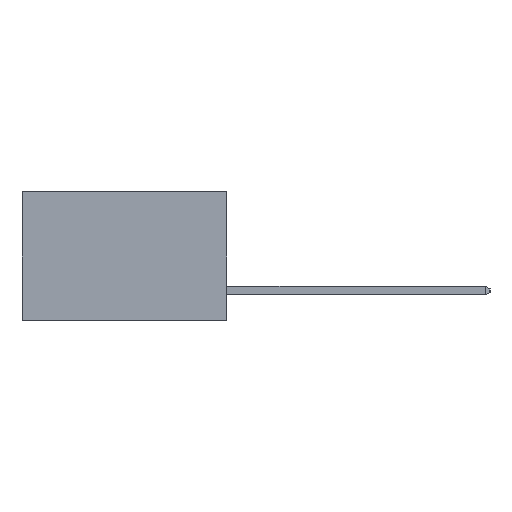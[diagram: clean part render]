
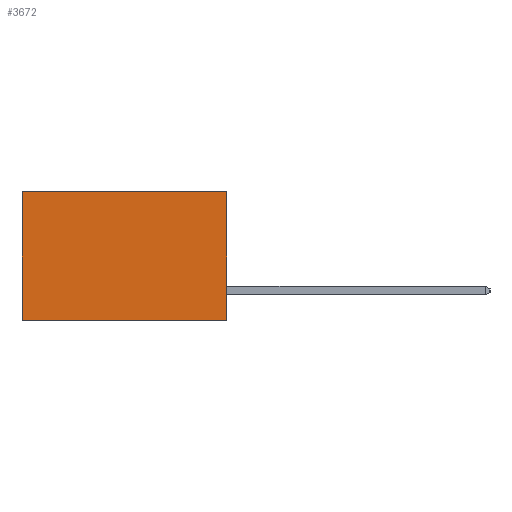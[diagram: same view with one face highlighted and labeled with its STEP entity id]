
A CAD part, left-side view. The second image highlights one B-rep face of the part: STEP entity #3672.
In plain terms, the highlighted planar face has unit normal (-1, 0, 0).
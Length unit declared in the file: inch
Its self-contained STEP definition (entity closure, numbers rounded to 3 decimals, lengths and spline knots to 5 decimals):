
#486 = VECTOR ( 'NONE', #2695, 39.37008 ) ;
#523 = CARTESIAN_POINT ( 'NONE',  ( 0.277, 0., -0.37 ) ) ;
#1218 = VERTEX_POINT ( 'NONE', #5419 ) ;
#1608 = CARTESIAN_POINT ( 'NONE',  ( 0.277, 0.59, -0.37 ) ) ;
#2153 = VERTEX_POINT ( 'NONE', #4327 ) ;
#2681 = DIRECTION ( 'NONE',  ( 0., 0., -1. ) ) ;
#2695 = DIRECTION ( 'NONE',  ( 0., 1., 0. ) ) ;
#2790 = ORIENTED_EDGE ( 'NONE', *, *, #6607, .T. ) ;
#2816 = ORIENTED_EDGE ( 'NONE', *, *, #7809, .F. ) ;
#2854 = ORIENTED_EDGE ( 'NONE', *, *, #9518, .F. ) ;
#2867 = ORIENTED_EDGE ( 'NONE', *, *, #7568, .T. ) ;
#2879 = FACE_OUTER_BOUND ( 'NONE', #12244, .T. ) ;
#3253 = VECTOR ( 'NONE', #6799, 39.37008 ) ;
#3491 = DIRECTION ( 'NONE',  ( 0., 0., -1. ) ) ;
#3672 = ADVANCED_FACE ( 'NONE', ( #2879 ), #7132, .F. ) ;
#4327 = CARTESIAN_POINT ( 'NONE',  ( 0.277, 0., 0. ) ) ;
#5419 = CARTESIAN_POINT ( 'NONE',  ( 0.277, 0., -0.37 ) ) ;
#6222 = CARTESIAN_POINT ( 'NONE',  ( 0.277, 0., 0. ) ) ;
#6607 = EDGE_CURVE ( 'NONE', #8888, #12573, #7544, .T. ) ;
#6799 = DIRECTION ( 'NONE',  ( 0., 0., -1. ) ) ;
#7132 = PLANE ( 'NONE',  #11104 ) ;
#7544 = LINE ( 'NONE', #1608, #10429 ) ;
#7568 = EDGE_CURVE ( 'NONE', #2153, #8888, #11400, .T. ) ;
#7809 = EDGE_CURVE ( 'NONE', #1218, #12573, #8661, .T. ) ;
#8321 = CARTESIAN_POINT ( 'NONE',  ( 0.277, 0.59, 0. ) ) ;
#8331 = CARTESIAN_POINT ( 'NONE',  ( 0.277, 0., -0.37 ) ) ;
#8521 = VECTOR ( 'NONE', #11097, 39.37008 ) ;
#8661 = LINE ( 'NONE', #523, #486 ) ;
#8888 = VERTEX_POINT ( 'NONE', #8321 ) ;
#9518 = EDGE_CURVE ( 'NONE', #2153, #1218, #11200, .T. ) ;
#10429 = VECTOR ( 'NONE', #2681, 39.37008 ) ;
#10613 = CARTESIAN_POINT ( 'NONE',  ( 0.277, 0.59, -0.37 ) ) ;
#11097 = DIRECTION ( 'NONE',  ( 0., 1., 0. ) ) ;
#11104 = AXIS2_PLACEMENT_3D ( 'NONE', #8331, #12570, #3491 ) ;
#11200 = LINE ( 'NONE', #12596, #3253 ) ;
#11400 = LINE ( 'NONE', #6222, #8521 ) ;
#12244 = EDGE_LOOP ( 'NONE', ( #2790, #2816, #2854, #2867 ) ) ;
#12570 = DIRECTION ( 'NONE',  ( 1., 0., 0. ) ) ;
#12573 = VERTEX_POINT ( 'NONE', #10613 ) ;
#12596 = CARTESIAN_POINT ( 'NONE',  ( 0.277, 0., -0.37 ) ) ;
